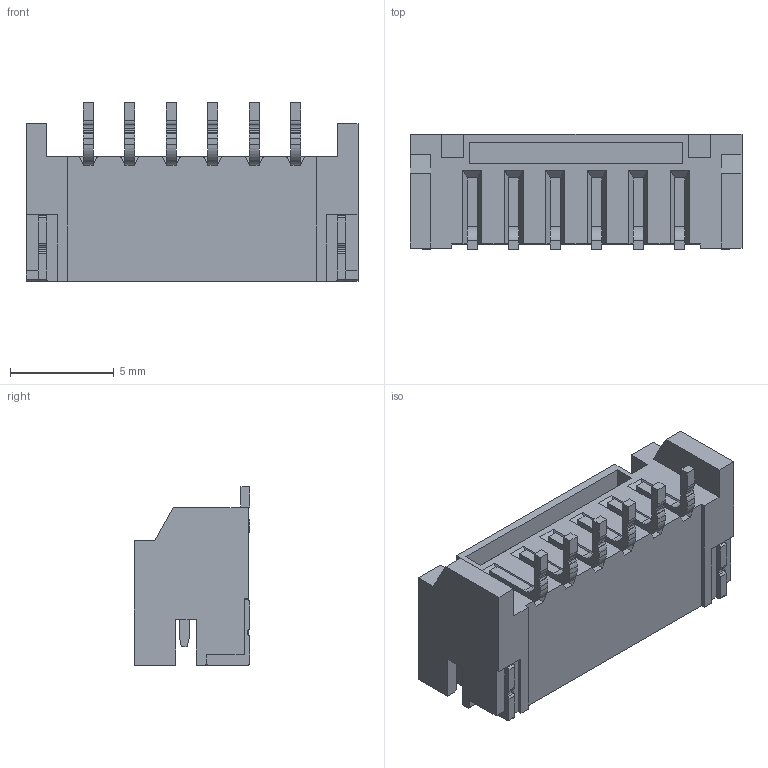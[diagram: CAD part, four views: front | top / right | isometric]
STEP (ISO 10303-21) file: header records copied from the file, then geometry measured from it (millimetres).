
FILE_DESCRIPTION((''),'2;1');
FILE_NAME('JS-1261R-06','2018-04-25T',('csrd01'),(''),'CREO PARAMETRIC BY PTC INC, 2017300','CREO PARAMETRIC BY PTC INC, 2017300','');
FILE_SCHEMA(('CONFIG_CONTROL_DESIGN'));
Length unit declared in the file: millimetre
Products named in the file (1): JS-1261R-06
Bounding box: 16 x 5.58 x 8.6 mm (x, y, z)
Volume: 254.2 mm3; surface area: 804.6 mm2
Topology: 1 solids, 5 shells, 392 faces, 1061 edges, 692 vertices
Faces by surface type: plane 332, cylinder 60
Entity records: 12141 total; most frequent: CARTESIAN_POINT 2163, ORIENTED_EDGE 2122, DIRECTION 1953, EDGE_CURVE 1061, VECTOR 929, LINE 929, VERTEX_POINT 692, AXIS2_PLACEMENT_3D 512
